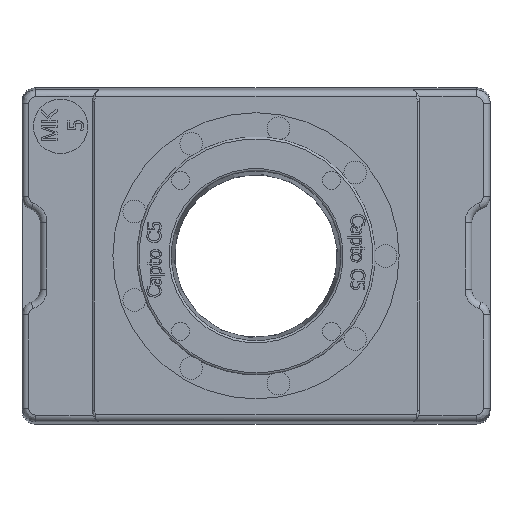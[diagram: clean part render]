
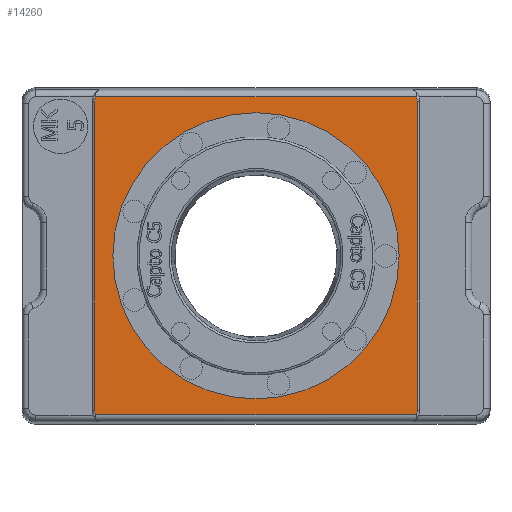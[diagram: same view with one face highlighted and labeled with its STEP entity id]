
A CAD part, top view. The second image highlights one B-rep face of the part: STEP entity #14260.
In plain terms, the highlighted planar face has unit normal (0, 0, 1).
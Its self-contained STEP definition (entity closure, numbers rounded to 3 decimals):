
#113=FACE_BOUND('',#1903,.T.);
#182=CIRCLE('',#15140,2.5);
#183=CIRCLE('',#15142,2.5);
#186=CIRCLE('',#15147,2.5);
#187=CIRCLE('',#15148,2.5);
#188=CIRCLE('',#15149,31.5);
#605=PLANE('',#15146);
#1097=FACE_OUTER_BOUND('',#1902,.T.);
#1902=EDGE_LOOP('',(#10016,#10017,#10018,#10019,#10020,#10021,#10022,#10023));
#1903=EDGE_LOOP('',(#10024));
#2814=LINE('',#20051,#4301);
#2815=LINE('',#20098,#4302);
#2817=LINE('',#20102,#4304);
#2818=LINE('',#20106,#4305);
#4301=VECTOR('',#16297,10.);
#4302=VECTOR('',#16316,10.);
#4304=VECTOR('',#16320,10.);
#4305=VECTOR('',#16323,10.);
#6159=VERTEX_POINT('',#20039);
#6160=VERTEX_POINT('',#20050);
#6163=VERTEX_POINT('',#20074);
#6165=VERTEX_POINT('',#20079);
#6166=VERTEX_POINT('',#20092);
#6168=VERTEX_POINT('',#20101);
#6169=VERTEX_POINT('',#20103);
#6170=VERTEX_POINT('',#20105);
#6171=VERTEX_POINT('',#20108);
#7643=EDGE_CURVE('',#6159,#6160,#2814,.T.);
#7648=EDGE_CURVE('',#6163,#6159,#182,.T.);
#7650=EDGE_CURVE('',#6165,#6166,#183,.T.);
#7653=EDGE_CURVE('',#6166,#6163,#2815,.T.);
#7655=EDGE_CURVE('',#6168,#6165,#2817,.T.);
#7656=EDGE_CURVE('',#6169,#6168,#186,.T.);
#7657=EDGE_CURVE('',#6170,#6169,#2818,.T.);
#7658=EDGE_CURVE('',#6160,#6170,#187,.T.);
#7659=EDGE_CURVE('',#6171,#6171,#188,.T.);
#10016=ORIENTED_EDGE('',*,*,#7648,.F.);
#10017=ORIENTED_EDGE('',*,*,#7653,.F.);
#10018=ORIENTED_EDGE('',*,*,#7650,.F.);
#10019=ORIENTED_EDGE('',*,*,#7655,.F.);
#10020=ORIENTED_EDGE('',*,*,#7656,.F.);
#10021=ORIENTED_EDGE('',*,*,#7657,.F.);
#10022=ORIENTED_EDGE('',*,*,#7658,.F.);
#10023=ORIENTED_EDGE('',*,*,#7643,.F.);
#10024=ORIENTED_EDGE('',*,*,#7659,.T.);
#14260=ADVANCED_FACE('',(#1097,#113),#605,.T.);
#15140=AXIS2_PLACEMENT_3D('',#20076,#16304,#16305);
#15142=AXIS2_PLACEMENT_3D('',#20093,#16308,#16309);
#15146=AXIS2_PLACEMENT_3D('',#20100,#16318,#16319);
#15147=AXIS2_PLACEMENT_3D('',#20104,#16321,#16322);
#15148=AXIS2_PLACEMENT_3D('',#20107,#16324,#16325);
#15149=AXIS2_PLACEMENT_3D('',#20109,#16326,#16327);
#16297=DIRECTION('',(-1.,0.,0.));
#16304=DIRECTION('center_axis',(0.,0.,-1.));
#16305=DIRECTION('ref_axis',(0.986,-0.168,0.));
#16308=DIRECTION('center_axis',(0.,0.,-1.));
#16309=DIRECTION('ref_axis',(0.986,0.168,0.));
#16316=DIRECTION('',(0.,-1.,0.));
#16318=DIRECTION('center_axis',(0.,0.,1.));
#16319=DIRECTION('ref_axis',(1.,0.,0.));
#16320=DIRECTION('',(1.,0.,0.));
#16321=DIRECTION('center_axis',(0.,0.,-1.));
#16322=DIRECTION('ref_axis',(-0.889,0.458,0.));
#16323=DIRECTION('',(0.,1.,0.));
#16324=DIRECTION('center_axis',(0.,0.,-1.));
#16325=DIRECTION('ref_axis',(-0.889,-0.458,0.));
#16326=DIRECTION('center_axis',(0.,0.,-1.));
#16327=DIRECTION('ref_axis',(-1.,0.,0.));
#20039=CARTESIAN_POINT('',(35.294,-34.993,3.5));
#20050=CARTESIAN_POINT('',(-35.294,-34.993,3.5));
#20051=CARTESIAN_POINT('',(-34.64,-34.993,3.5));
#20074=CARTESIAN_POINT('',(35.5,-34.,3.5));
#20076=CARTESIAN_POINT('Origin',(33.,-34.,3.5));
#20079=CARTESIAN_POINT('',(35.294,34.993,3.5));
#20092=CARTESIAN_POINT('',(35.5,34.,3.5));
#20093=CARTESIAN_POINT('Origin',(33.,34.,3.5));
#20098=CARTESIAN_POINT('',(35.5,-17.,3.5));
#20100=CARTESIAN_POINT('Origin',(-17.779,0.,3.5));
#20101=CARTESIAN_POINT('',(-35.294,34.993,3.5));
#20102=CARTESIAN_POINT('',(-34.64,34.993,3.5));
#20103=CARTESIAN_POINT('',(-35.5,34.,3.5));
#20104=CARTESIAN_POINT('Origin',(-33.,34.,3.5));
#20105=CARTESIAN_POINT('',(-35.5,-34.,3.5));
#20106=CARTESIAN_POINT('',(-35.5,-17.,3.5));
#20107=CARTESIAN_POINT('Origin',(-33.,-34.,3.5));
#20108=CARTESIAN_POINT('',(31.5,0.,3.5));
#20109=CARTESIAN_POINT('Origin',(0.,0.,3.5));
